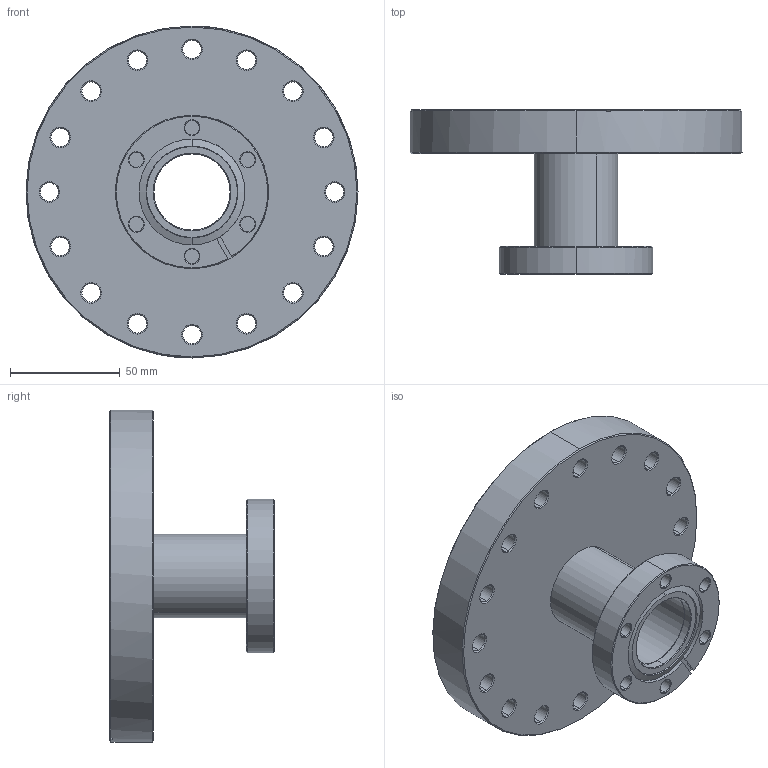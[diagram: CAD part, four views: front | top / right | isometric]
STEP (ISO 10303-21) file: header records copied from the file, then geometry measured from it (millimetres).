
FILE_DESCRIPTION (( 'STEP AP214' ), '1' );
FILE_NAME ('Hositrad_CFA100-38L.STEP', '2013-06-19T09:39:20', ( '' ), ( '' ), 'SwSTEP 2.0', 'SolidWorks 2013', '' );
FILE_SCHEMA (( 'AUTOMOTIVE_DESIGN' ));
Length unit declared in the file: millimetre
Products named in the file (4): NW35CF-Weld-38.1; Tube38.1-All_Tube38- L67; NW100CF-hole38.3; Hositrad_CFA100-38L
Assembly tree (3 placements, depth 2):
  Hositrad_CFA100-38L
    NW100CF-hole38.3
    Tube38.1-All_Tube38- L67
    NW35CF-Weld-38.1
Bounding box: 151.6 x 75 x 151.6 mm (x, y, z)
Volume: 350422.6 mm3; surface area: 79754.2 mm2
Topology: 3 solids, 3 shells, 196 faces, 455 edges, 267 vertices
Faces by surface type: cone 110, cylinder 64, plane 20, torus 2
Entity records: 6151 total; most frequent: DIRECTION 1107, CARTESIAN_POINT 942, ORIENTED_EDGE 910, AXIS2_PLACEMENT_3D 456, EDGE_CURVE 455, VERTEX_POINT 267, CIRCLE 254, EDGE_LOOP 248
